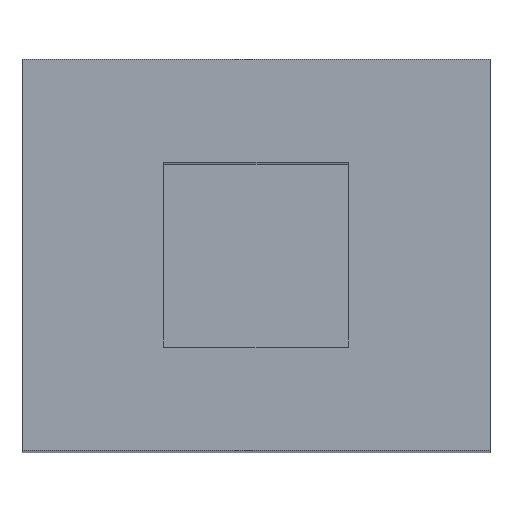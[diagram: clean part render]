
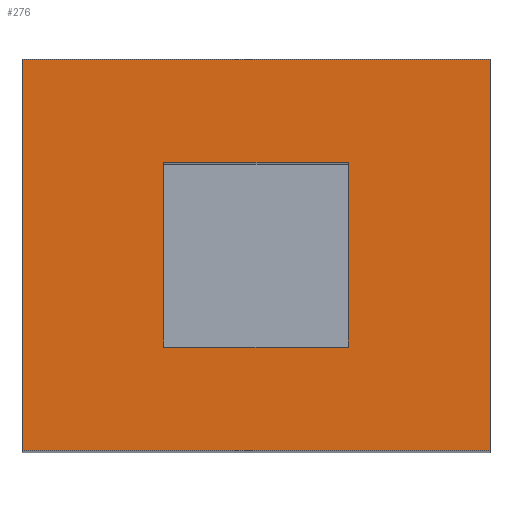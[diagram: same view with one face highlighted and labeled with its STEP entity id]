
A CAD part, top view. The second image highlights one B-rep face of the part: STEP entity #276.
In plain terms, the highlighted planar face has unit normal (0, 0, 1).
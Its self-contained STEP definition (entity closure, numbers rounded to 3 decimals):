
#37 = LINE ( 'NONE', #349, #320 ) ;
#39 = DIRECTION ( 'NONE',  ( 0., -1., 0. ) ) ;
#51 = DIRECTION ( 'NONE',  ( 0., 0., -1. ) ) ;
#56 = CARTESIAN_POINT ( 'NONE',  ( 0.6, -0.6, 10. ) ) ;
#57 = VERTEX_POINT ( 'NONE', #500 ) ;
#66 = LINE ( 'NONE', #543, #90 ) ;
#80 = EDGE_CURVE ( 'NONE', #57, #190, #37, .T. ) ;
#87 = DIRECTION ( 'NONE',  ( -1., 0., 0. ) ) ;
#90 = VECTOR ( 'NONE', #455, 1000. ) ;
#95 = EDGE_CURVE ( 'NONE', #57, #568, #559, .T. ) ;
#115 = CARTESIAN_POINT ( 'NONE',  ( -1.52, 1.27, 10. ) ) ;
#116 = VERTEX_POINT ( 'NONE', #547 ) ;
#117 = AXIS2_PLACEMENT_3D ( 'NONE', #553, #51, #355 ) ;
#127 = EDGE_CURVE ( 'NONE', #222, #330, #66, .T. ) ;
#130 = FACE_OUTER_BOUND ( 'NONE', #253, .T. ) ;
#142 = LINE ( 'NONE', #256, #602 ) ;
#143 = VECTOR ( 'NONE', #231, 1000. ) ;
#165 = LINE ( 'NONE', #438, #143 ) ;
#190 = VERTEX_POINT ( 'NONE', #254 ) ;
#194 = CARTESIAN_POINT ( 'NONE',  ( 1.52, 1.27, 10. ) ) ;
#203 = ORIENTED_EDGE ( 'NONE', *, *, #477, .T. ) ;
#210 = VECTOR ( 'NONE', #87, 1000. ) ;
#213 = CARTESIAN_POINT ( 'NONE',  ( 0.6, 0.6, 10. ) ) ;
#216 = CARTESIAN_POINT ( 'NONE',  ( 0.6, -0.6, 10. ) ) ;
#220 = ORIENTED_EDGE ( 'NONE', *, *, #436, .F. ) ;
#222 = VERTEX_POINT ( 'NONE', #213 ) ;
#231 = DIRECTION ( 'NONE',  ( -1., 0., 0. ) ) ;
#234 = LINE ( 'NONE', #216, #470 ) ;
#253 = EDGE_LOOP ( 'NONE', ( #203, #552, #569, #445 ) ) ;
#254 = CARTESIAN_POINT ( 'NONE',  ( 1.52, -1.27, 10. ) ) ;
#256 = CARTESIAN_POINT ( 'NONE',  ( -0.6, -0.6, 10. ) ) ;
#276 = ADVANCED_FACE ( 'NONE', ( #385, #130 ), #655, .F. ) ;
#286 = VERTEX_POINT ( 'NONE', #501 ) ;
#292 = ORIENTED_EDGE ( 'NONE', *, *, #336, .F. ) ;
#320 = VECTOR ( 'NONE', #39, 1000. ) ;
#328 = VECTOR ( 'NONE', #628, 1000. ) ;
#330 = VERTEX_POINT ( 'NONE', #614 ) ;
#336 = EDGE_CURVE ( 'NONE', #330, #286, #142, .T. ) ;
#349 = CARTESIAN_POINT ( 'NONE',  ( 1.52, 1.27, 10. ) ) ;
#355 = DIRECTION ( 'NONE',  ( -1., 0., 0. ) ) ;
#370 = CARTESIAN_POINT ( 'NONE',  ( -1.52, -1.27, 10. ) ) ;
#385 = FACE_BOUND ( 'NONE', #606, .T. ) ;
#401 = EDGE_CURVE ( 'NONE', #116, #222, #234, .T. ) ;
#410 = DIRECTION ( 'NONE',  ( 1., 0., 0. ) ) ;
#436 = EDGE_CURVE ( 'NONE', #286, #116, #459, .T. ) ;
#438 = CARTESIAN_POINT ( 'NONE',  ( 1.52, -1.27, 10. ) ) ;
#445 = ORIENTED_EDGE ( 'NONE', *, *, #95, .T. ) ;
#455 = DIRECTION ( 'NONE',  ( -1., 0., 0. ) ) ;
#459 = LINE ( 'NONE', #56, #612 ) ;
#470 = VECTOR ( 'NONE', #657, 1000. ) ;
#477 = EDGE_CURVE ( 'NONE', #568, #537, #478, .T. ) ;
#478 = LINE ( 'NONE', #115, #328 ) ;
#500 = CARTESIAN_POINT ( 'NONE',  ( 1.52, 1.27, 10. ) ) ;
#501 = CARTESIAN_POINT ( 'NONE',  ( -0.6, -0.6, 10. ) ) ;
#522 = ORIENTED_EDGE ( 'NONE', *, *, #401, .F. ) ;
#537 = VERTEX_POINT ( 'NONE', #370 ) ;
#543 = CARTESIAN_POINT ( 'NONE',  ( 0.6, 0.6, 10. ) ) ;
#547 = CARTESIAN_POINT ( 'NONE',  ( 0.6, -0.6, 10. ) ) ;
#552 = ORIENTED_EDGE ( 'NONE', *, *, #646, .F. ) ;
#553 = CARTESIAN_POINT ( 'NONE',  ( 1.52, 1.27, 10. ) ) ;
#559 = LINE ( 'NONE', #194, #210 ) ;
#568 = VERTEX_POINT ( 'NONE', #630 ) ;
#569 = ORIENTED_EDGE ( 'NONE', *, *, #80, .F. ) ;
#602 = VECTOR ( 'NONE', #649, 1000. ) ;
#606 = EDGE_LOOP ( 'NONE', ( #220, #292, #626, #522 ) ) ;
#612 = VECTOR ( 'NONE', #410, 1000. ) ;
#614 = CARTESIAN_POINT ( 'NONE',  ( -0.6, 0.6, 10. ) ) ;
#626 = ORIENTED_EDGE ( 'NONE', *, *, #127, .F. ) ;
#628 = DIRECTION ( 'NONE',  ( 0., -1., 0. ) ) ;
#630 = CARTESIAN_POINT ( 'NONE',  ( -1.52, 1.27, 10. ) ) ;
#646 = EDGE_CURVE ( 'NONE', #190, #537, #165, .T. ) ;
#649 = DIRECTION ( 'NONE',  ( 0., -1., 0. ) ) ;
#655 = PLANE ( 'NONE',  #117 ) ;
#657 = DIRECTION ( 'NONE',  ( 0., 1., 0. ) ) ;
